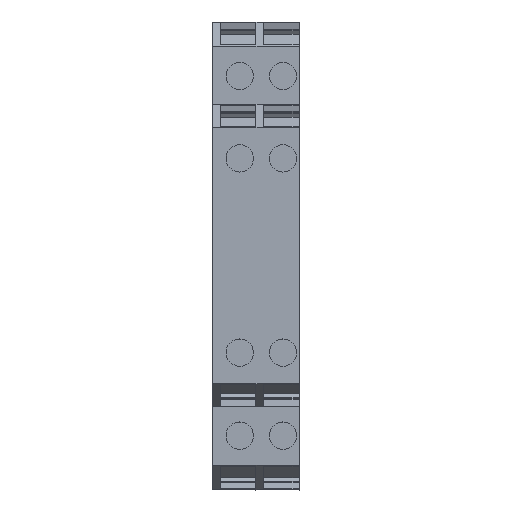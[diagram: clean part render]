
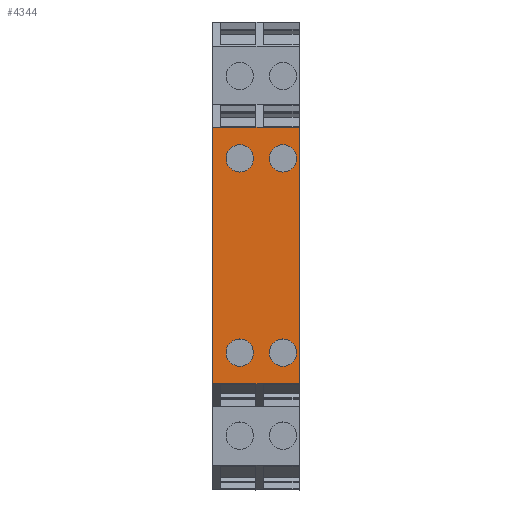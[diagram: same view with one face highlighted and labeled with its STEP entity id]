
A CAD part, top view. The second image highlights one B-rep face of the part: STEP entity #4344.
In plain terms, the highlighted planar face has unit normal (0, 0, 1).
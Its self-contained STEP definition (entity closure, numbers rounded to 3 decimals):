
#4252=AXIS2_PLACEMENT_3D('Plane Axis2P3D',#4249,#4250,#4251) ;
#4274=AXIS2_PLACEMENT_3D('Circle Axis2P3D',#4272,#4273,$) ;
#4283=AXIS2_PLACEMENT_3D('Circle Axis2P3D',#4281,#4282,$) ;
#4292=AXIS2_PLACEMENT_3D('Circle Axis2P3D',#4290,#4291,$) ;
#4301=AXIS2_PLACEMENT_3D('Circle Axis2P3D',#4299,#4300,$) ;
#4310=AXIS2_PLACEMENT_3D('Circle Axis2P3D',#4308,#4309,$) ;
#4319=AXIS2_PLACEMENT_3D('Circle Axis2P3D',#4317,#4318,$) ;
#4328=AXIS2_PLACEMENT_3D('Circle Axis2P3D',#4326,#4327,$) ;
#4337=AXIS2_PLACEMENT_3D('Circle Axis2P3D',#4335,#4336,$) ;
#527=CARTESIAN_POINT('Vertex',(12.,50.349,55.35)) ;
#530=CARTESIAN_POINT('Line Origine',(12.,32.5,55.35)) ;
#534=CARTESIAN_POINT('Vertex',(12.,14.651,55.35)) ;
#3958=CARTESIAN_POINT('Vertex',(0.,14.651,55.35)) ;
#3980=CARTESIAN_POINT('Line Origine',(6.,14.651,55.35)) ;
#4249=CARTESIAN_POINT('Axis2P3D Location',(0.,65.,55.35)) ;
#4254=CARTESIAN_POINT('Line Origine',(6.,50.349,55.35)) ;
#4258=CARTESIAN_POINT('Vertex',(0.,50.349,55.35)) ;
#4261=CARTESIAN_POINT('Line Origine',(0.,32.5,55.35)) ;
#4272=CARTESIAN_POINT('Axis2P3D Location',(9.75,19.,55.35)) ;
#4276=CARTESIAN_POINT('Vertex',(9.75,17.1,55.35)) ;
#4278=CARTESIAN_POINT('Vertex',(9.75,20.9,55.35)) ;
#4281=CARTESIAN_POINT('Axis2P3D Location',(9.75,19.,55.35)) ;
#4290=CARTESIAN_POINT('Axis2P3D Location',(9.75,46.,55.35)) ;
#4294=CARTESIAN_POINT('Vertex',(9.75,47.9,55.35)) ;
#4296=CARTESIAN_POINT('Vertex',(9.75,44.1,55.35)) ;
#4299=CARTESIAN_POINT('Axis2P3D Location',(9.75,46.,55.35)) ;
#4308=CARTESIAN_POINT('Axis2P3D Location',(3.75,19.,55.35)) ;
#4312=CARTESIAN_POINT('Vertex',(3.75,20.9,55.35)) ;
#4314=CARTESIAN_POINT('Vertex',(3.75,17.1,55.35)) ;
#4317=CARTESIAN_POINT('Axis2P3D Location',(3.75,19.,55.35)) ;
#4326=CARTESIAN_POINT('Axis2P3D Location',(3.75,46.,55.35)) ;
#4330=CARTESIAN_POINT('Vertex',(3.75,47.9,55.35)) ;
#4332=CARTESIAN_POINT('Vertex',(3.75,44.1,55.35)) ;
#4335=CARTESIAN_POINT('Axis2P3D Location',(3.75,46.,55.35)) ;
#531=DIRECTION('Vector Direction',(0.,-1.,0.)) ;
#3981=DIRECTION('Vector Direction',(-1.,0.,0.)) ;
#4250=DIRECTION('Axis2P3D Direction',(0.,0.,1.)) ;
#4251=DIRECTION('Axis2P3D XDirection',(0.,-1.,0.)) ;
#4255=DIRECTION('Vector Direction',(-1.,0.,0.)) ;
#4262=DIRECTION('Vector Direction',(0.,-1.,0.)) ;
#4273=DIRECTION('Axis2P3D Direction',(0.,0.,1.)) ;
#4282=DIRECTION('Axis2P3D Direction',(0.,0.,1.)) ;
#4291=DIRECTION('Axis2P3D Direction',(0.,0.,1.)) ;
#4300=DIRECTION('Axis2P3D Direction',(0.,0.,1.)) ;
#4309=DIRECTION('Axis2P3D Direction',(0.,0.,1.)) ;
#4318=DIRECTION('Axis2P3D Direction',(0.,0.,1.)) ;
#4327=DIRECTION('Axis2P3D Direction',(0.,0.,1.)) ;
#4336=DIRECTION('Axis2P3D Direction',(0.,0.,1.)) ;
#532=VECTOR('Line Direction',#531,1.) ;
#3982=VECTOR('Line Direction',#3981,1.) ;
#4256=VECTOR('Line Direction',#4255,1.) ;
#4263=VECTOR('Line Direction',#4262,1.) ;
#4267=ORIENTED_EDGE('',*,*,#4260,.T.) ;
#4268=ORIENTED_EDGE('',*,*,#4265,.F.) ;
#4269=ORIENTED_EDGE('',*,*,#3984,.F.) ;
#4270=ORIENTED_EDGE('',*,*,#536,.T.) ;
#4287=ORIENTED_EDGE('',*,*,#4280,.F.) ;
#4288=ORIENTED_EDGE('',*,*,#4285,.F.) ;
#4305=ORIENTED_EDGE('',*,*,#4298,.F.) ;
#4306=ORIENTED_EDGE('',*,*,#4303,.F.) ;
#4323=ORIENTED_EDGE('',*,*,#4316,.F.) ;
#4324=ORIENTED_EDGE('',*,*,#4321,.F.) ;
#4341=ORIENTED_EDGE('',*,*,#4334,.F.) ;
#4342=ORIENTED_EDGE('',*,*,#4339,.F.) ;
#4289=FACE_BOUND('',#4286,.T.) ;
#4307=FACE_BOUND('',#4304,.T.) ;
#4325=FACE_BOUND('',#4322,.T.) ;
#4343=FACE_BOUND('',#4340,.T.) ;
#4344=ADVANCED_FACE('GEHAEUSE',(#4271,#4289,#4307,#4325,#4343),#4253,.T.) ;
#4275=CIRCLE('generated circle',#4274,1.9) ;
#4284=CIRCLE('generated circle',#4283,1.9) ;
#4293=CIRCLE('generated circle',#4292,1.9) ;
#4302=CIRCLE('generated circle',#4301,1.9) ;
#4311=CIRCLE('generated circle',#4310,1.9) ;
#4320=CIRCLE('generated circle',#4319,1.9) ;
#4329=CIRCLE('generated circle',#4328,1.9) ;
#4338=CIRCLE('generated circle',#4337,1.9) ;
#536=EDGE_CURVE('',#535,#528,#533,.F.) ;
#3984=EDGE_CURVE('',#535,#3959,#3983,.T.) ;
#4260=EDGE_CURVE('',#528,#4259,#4257,.T.) ;
#4265=EDGE_CURVE('',#3959,#4259,#4264,.F.) ;
#4280=EDGE_CURVE('',#4277,#4279,#4275,.T.) ;
#4285=EDGE_CURVE('',#4279,#4277,#4284,.T.) ;
#4298=EDGE_CURVE('',#4295,#4297,#4293,.T.) ;
#4303=EDGE_CURVE('',#4297,#4295,#4302,.T.) ;
#4316=EDGE_CURVE('',#4313,#4315,#4311,.T.) ;
#4321=EDGE_CURVE('',#4315,#4313,#4320,.T.) ;
#4334=EDGE_CURVE('',#4331,#4333,#4329,.T.) ;
#4339=EDGE_CURVE('',#4333,#4331,#4338,.T.) ;
#4266=EDGE_LOOP('',(#4267,#4268,#4269,#4270)) ;
#4286=EDGE_LOOP('',(#4287,#4288)) ;
#4304=EDGE_LOOP('',(#4305,#4306)) ;
#4322=EDGE_LOOP('',(#4323,#4324)) ;
#4340=EDGE_LOOP('',(#4341,#4342)) ;
#4271=FACE_OUTER_BOUND('',#4266,.T.) ;
#533=LINE('Line',#530,#532) ;
#3983=LINE('Line',#3980,#3982) ;
#4257=LINE('Line',#4254,#4256) ;
#4264=LINE('Line',#4261,#4263) ;
#4253=PLANE('',#4252) ;
#528=VERTEX_POINT('',#527) ;
#535=VERTEX_POINT('',#534) ;
#3959=VERTEX_POINT('',#3958) ;
#4259=VERTEX_POINT('',#4258) ;
#4277=VERTEX_POINT('',#4276) ;
#4279=VERTEX_POINT('',#4278) ;
#4295=VERTEX_POINT('',#4294) ;
#4297=VERTEX_POINT('',#4296) ;
#4313=VERTEX_POINT('',#4312) ;
#4315=VERTEX_POINT('',#4314) ;
#4331=VERTEX_POINT('',#4330) ;
#4333=VERTEX_POINT('',#4332) ;
